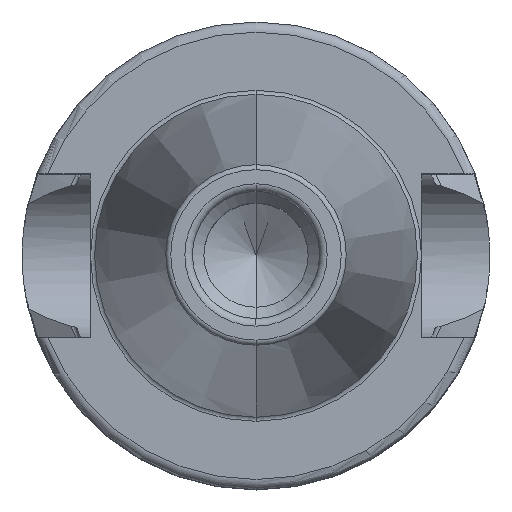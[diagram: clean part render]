
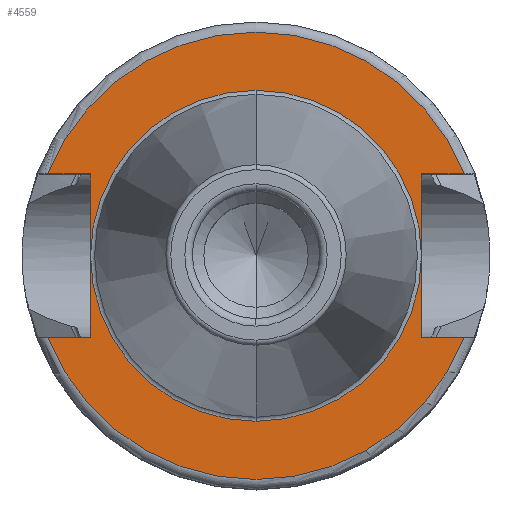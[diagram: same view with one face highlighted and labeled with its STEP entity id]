
A CAD part, top view. The second image highlights one B-rep face of the part: STEP entity #4559.
In plain terms, the highlighted planar face has unit normal (0, 0, 1).
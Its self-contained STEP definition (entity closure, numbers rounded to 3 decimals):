
#273=CARTESIAN_POINT('',(0,0,20));
#274=DIRECTION('',(0,0,-1));
#275=DIRECTION('',(0,1,0));
#276=AXIS2_PLACEMENT_3D('',#273,#274,#275);
#288=CARTESIAN_POINT('',(0,0,20));
#289=DIRECTION('',(0,0,1));
#290=DIRECTION('',(0,1,0));
#291=AXIS2_PLACEMENT_3D('',#288,#289,#290);
#293=DIRECTION('',(1,0,0));
#294=VECTOR('',#293,4.174);
#295=CARTESIAN_POINT('',(-20.474,-8.05,20));
#296=LINE('',#295,#294);
#297=DIRECTION('',(0,1,0));
#298=VECTOR('',#297,16.1);
#299=CARTESIAN_POINT('',(-16.3,-8.05,20));
#300=LINE('',#299,#298);
#301=DIRECTION('',(1,0,0));
#302=VECTOR('',#301,4.174);
#303=CARTESIAN_POINT('',(-20.474,8.05,20));
#304=LINE('',#303,#302);
#305=DIRECTION('',(-1,0,0));
#306=VECTOR('',#305,4.174);
#307=CARTESIAN_POINT('',(20.474,8.05,20));
#308=LINE('',#307,#306);
#309=DIRECTION('',(0,-1,0));
#310=VECTOR('',#309,16.1);
#311=CARTESIAN_POINT('',(16.3,8.05,20));
#312=LINE('',#311,#310);
#313=DIRECTION('',(-1,0,0));
#314=VECTOR('',#313,4.174);
#315=CARTESIAN_POINT('',(20.474,-8.05,20));
#316=LINE('',#315,#314);
#612=CARTESIAN_POINT('',(0,0,20));
#613=DIRECTION('',(0,0,1));
#614=DIRECTION('',(-0.931,-0.366,0));
#615=AXIS2_PLACEMENT_3D('',#612,#613,#614);
#629=CARTESIAN_POINT('',(0,0,20));
#630=DIRECTION('',(0,0,1));
#631=DIRECTION('',(0.931,0.366,0));
#632=AXIS2_PLACEMENT_3D('',#629,#630,#631);
#3601=CARTESIAN_POINT('',(-20.474,-8.05,20));
#3602=CARTESIAN_POINT('',(-16.3,-8.05,20));
#3603=VERTEX_POINT('',#3601);
#3604=VERTEX_POINT('',#3602);
#3605=CARTESIAN_POINT('',(-16.3,8.05,20));
#3606=VERTEX_POINT('',#3605);
#3607=CARTESIAN_POINT('',(-20.474,8.05,20));
#3608=VERTEX_POINT('',#3607);
#3609=CARTESIAN_POINT('',(16.3,8.05,20));
#3610=CARTESIAN_POINT('',(16.3,-8.05,20));
#3611=VERTEX_POINT('',#3609);
#3612=VERTEX_POINT('',#3610);
#3613=CARTESIAN_POINT('',(20.474,-8.05,20));
#3614=VERTEX_POINT('',#3613);
#3615=CARTESIAN_POINT('',(20.474,8.05,20));
#3616=VERTEX_POINT('',#3615);
#3659=CARTESIAN_POINT('',(0,16.275,20));
#3661=VERTEX_POINT('',#3659);
#3665=CARTESIAN_POINT('',(0,-16.275,20));
#3667=VERTEX_POINT('',#3665);
#4532=CARTESIAN_POINT('',(0,0,20));
#4533=DIRECTION('',(0,0,-1));
#4534=DIRECTION('',(0,-1,0));
#4535=AXIS2_PLACEMENT_3D('',#4532,#4533,#4534);
#4536=PLANE('',#4535);
#4538=ORIENTED_EDGE('',*,*,#4537,.T.);
#4540=ORIENTED_EDGE('',*,*,#4539,.T.);
#4542=ORIENTED_EDGE('',*,*,#4541,.F.);
#4544=ORIENTED_EDGE('',*,*,#4543,.F.);
#4546=ORIENTED_EDGE('',*,*,#4545,.T.);
#4548=ORIENTED_EDGE('',*,*,#4547,.T.);
#4550=ORIENTED_EDGE('',*,*,#4549,.F.);
#4552=ORIENTED_EDGE('',*,*,#4551,.F.);
#4553=EDGE_LOOP('',(#4538,#4540,#4542,#4544,#4546,#4548,#4550,#4552));
#4554=FACE_OUTER_BOUND('',#4553,.F.);
#4555=ORIENTED_EDGE('',*,*,#4527,.T.);
#4556=ORIENTED_EDGE('',*,*,#4511,.F.);
#4557=EDGE_LOOP('',(#4555,#4556));
#4558=FACE_BOUND('',#4557,.F.);
#4559=ADVANCED_FACE('',(#4554,#4558),#4536,.F.);
#277=CIRCLE('',#276,16.275);
#292=CIRCLE('',#291,16.275);
#616=CIRCLE('',#615,22);
#633=CIRCLE('',#632,22);
#4511=EDGE_CURVE('',#3661,#3667,#277,.T.);
#4527=EDGE_CURVE('',#3661,#3667,#292,.T.);
#4537=EDGE_CURVE('',#3603,#3604,#296,.T.);
#4539=EDGE_CURVE('',#3604,#3606,#300,.T.);
#4541=EDGE_CURVE('',#3608,#3606,#304,.T.);
#4543=EDGE_CURVE('',#3616,#3608,#633,.T.);
#4545=EDGE_CURVE('',#3616,#3611,#308,.T.);
#4547=EDGE_CURVE('',#3611,#3612,#312,.T.);
#4549=EDGE_CURVE('',#3614,#3612,#316,.T.);
#4551=EDGE_CURVE('',#3603,#3614,#616,.T.);
